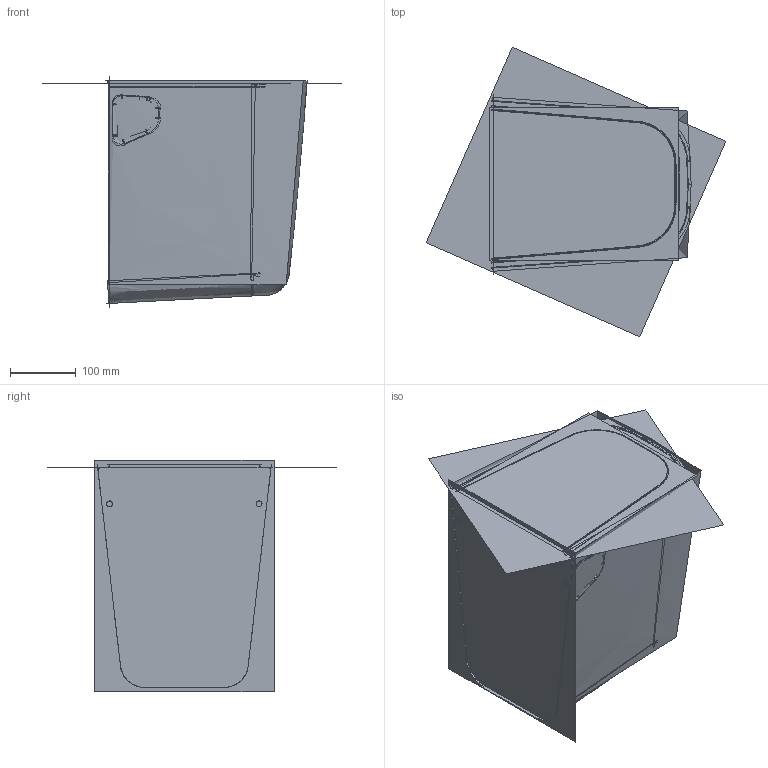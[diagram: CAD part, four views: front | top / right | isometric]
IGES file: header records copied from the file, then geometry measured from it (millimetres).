
Start section:  PTC IGES file: l-298vc.igs
Global section: file name: l-298vc.igs; native system: Creo Parametric by PTC Inc.; preprocessor: 2015200; author: 11008716; organization: Unknown; date: 20190806.144803; units: millimetre
Bounding box: 457.09 x 441.72 x 353.54 mm (x, y, z)
Surface area: 1112296.8 mm2 (no closed solid volume)
Topology: 0 solids, 0 shells, 176 faces, 2194 edges, 2824 vertices
Faces by surface type: bspline 148, revolution 20, extrusion 8
